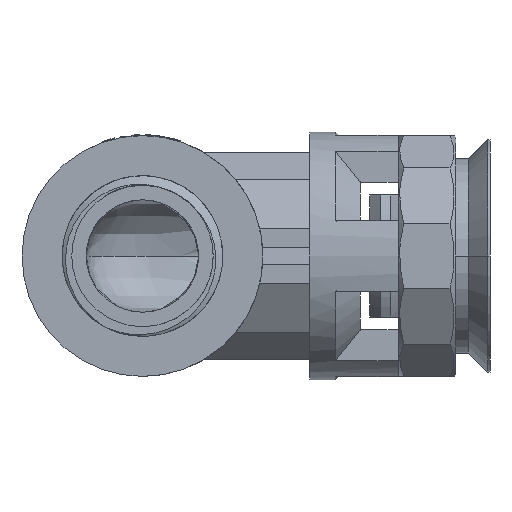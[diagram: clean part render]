
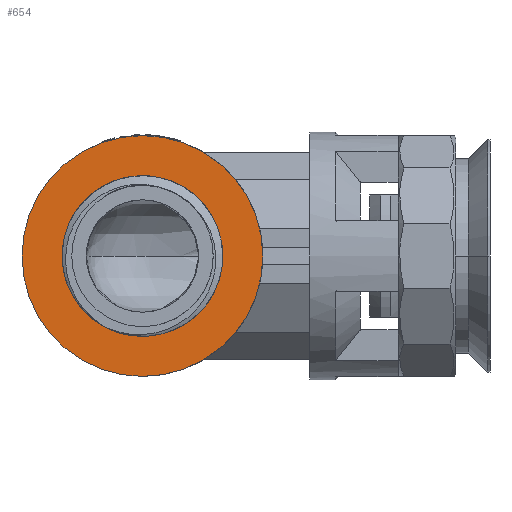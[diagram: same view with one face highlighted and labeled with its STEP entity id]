
A CAD part, front view. The second image highlights one B-rep face of the part: STEP entity #654.
In plain terms, the highlighted planar face has unit normal (0, -1, 0).
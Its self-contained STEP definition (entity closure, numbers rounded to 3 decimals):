
#178 = EDGE_CURVE ( 'NONE', #179, #298, #18923, .T. ) ;
#179 = VERTEX_POINT ( 'NONE', #18918 ) ;
#298 = VERTEX_POINT ( 'NONE', #15795 ) ;
#323 = VERTEX_POINT ( 'NONE', #15771 ) ;
#454 = EDGE_CURVE ( 'NONE', #323, #455, #16033, .T. ) ;
#455 = VERTEX_POINT ( 'NONE', #16034 ) ;
#477 = EDGE_CURVE ( 'NONE', #455, #323, #16217, .T. ) ;
#654 = ADVANCED_FACE ( 'NONE', ( #16394, #16393 ), #16391, .F. ) ;
#655 = EDGE_LOOP ( 'NONE', ( #656, #657 ) ) ;
#656 = ORIENTED_EDGE ( 'NONE', *, *, #178, .T. ) ;
#657 = ORIENTED_EDGE ( 'NONE', *, *, #658, .T. ) ;
#658 = EDGE_CURVE ( 'NONE', #298, #179, #15838, .T. ) ;
#659 = EDGE_LOOP ( 'NONE', ( #660, #895 ) ) ;
#660 = ORIENTED_EDGE ( 'NONE', *, *, #477, .F. ) ;
#895 = ORIENTED_EDGE ( 'NONE', *, *, #454, .F. ) ;
#15321 = DIRECTION ( 'NONE',  ( 0., 0., -1. ) ) ;
#15771 = CARTESIAN_POINT ( 'NONE',  ( -39., -18.5, -15. ) ) ;
#15795 = CARTESIAN_POINT ( 'NONE',  ( -39., -18.5, -7. ) ) ;
#15834 = DIRECTION ( 'NONE',  ( 0., 1., 0. ) ) ;
#15835 = CARTESIAN_POINT ( 'NONE',  ( -39., -18.5, 0. ) ) ;
#15836 = AXIS2_PLACEMENT_3D ( 'NONE', #15835, #15834, #15321 ) ;
#15838 = CIRCLE ( 'NONE', #15836, 7. ) ;
#16030 = DIRECTION ( 'NONE',  ( 0., 0., -1. ) ) ;
#16031 = DIRECTION ( 'NONE',  ( 0., 1., 0. ) ) ;
#16032 = AXIS2_PLACEMENT_3D ( 'NONE', #16065, #16031, #16030 ) ;
#16033 = CIRCLE ( 'NONE', #16032, 15. ) ;
#16034 = CARTESIAN_POINT ( 'NONE',  ( -39., -18.5, 15. ) ) ;
#16065 = CARTESIAN_POINT ( 'NONE',  ( -39., -18.5, 0. ) ) ;
#16213 = DIRECTION ( 'NONE',  ( 0., 0., -1. ) ) ;
#16214 = DIRECTION ( 'NONE',  ( 0., 1., 0. ) ) ;
#16215 = CARTESIAN_POINT ( 'NONE',  ( -39., -18.5, 0. ) ) ;
#16216 = AXIS2_PLACEMENT_3D ( 'NONE', #16215, #16214, #16213 ) ;
#16217 = CIRCLE ( 'NONE', #16216, 15. ) ;
#16387 = DIRECTION ( 'NONE',  ( 0., 0., -1. ) ) ;
#16388 = DIRECTION ( 'NONE',  ( 0., 1., 0. ) ) ;
#16389 = CARTESIAN_POINT ( 'NONE',  ( -39., -18.5, 0. ) ) ;
#16390 = AXIS2_PLACEMENT_3D ( 'NONE', #16389, #16388, #16387 ) ;
#16391 = PLANE ( 'NONE',  #16390 ) ;
#16393 = FACE_OUTER_BOUND ( 'NONE', #659, .T. ) ;
#16394 = FACE_BOUND ( 'NONE', #655, .T. ) ;
#18918 = CARTESIAN_POINT ( 'NONE',  ( -39., -18.5, 7. ) ) ;
#18919 = DIRECTION ( 'NONE',  ( 0., 0., -1. ) ) ;
#18920 = DIRECTION ( 'NONE',  ( 0., 1., 0. ) ) ;
#18921 = CARTESIAN_POINT ( 'NONE',  ( -39., -18.5, 0. ) ) ;
#18922 = AXIS2_PLACEMENT_3D ( 'NONE', #18921, #18920, #18919 ) ;
#18923 = CIRCLE ( 'NONE', #18922, 7. ) ;
